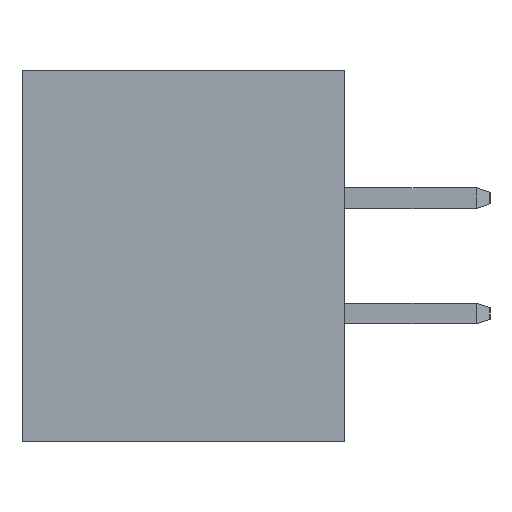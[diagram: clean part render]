
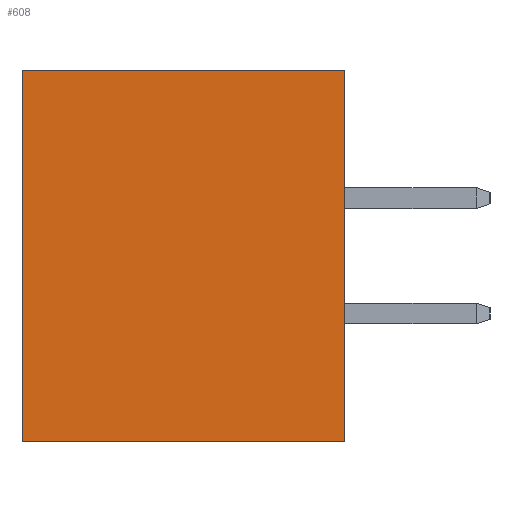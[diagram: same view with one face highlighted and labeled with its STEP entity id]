
A CAD part, left-side view. The second image highlights one B-rep face of the part: STEP entity #608.
In plain terms, the highlighted planar face has unit normal (-1, 0, 0).
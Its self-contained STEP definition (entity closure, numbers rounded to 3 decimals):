
#237=CARTESIAN_POINT('',(-11.395,3.55,4.075));
#238=VERTEX_POINT('',#237);
#245=CARTESIAN_POINT('',(-11.395,-3.55,4.075));
#246=VERTEX_POINT('',#245);
#247=CARTESIAN_POINT('',(-11.395,3.55,4.075));
#248=DIRECTION('',(0.,-1.,0.));
#249=VECTOR('',#248,7.1);
#250=LINE('',#247,#249);
#251=EDGE_CURVE('',#238,#246,#250,.T.);
#280=CARTESIAN_POINT('',(-11.395,-3.55,-4.075));
#281=VERTEX_POINT('',#280);
#291=CARTESIAN_POINT('',(-11.395,3.55,-4.075));
#292=VERTEX_POINT('',#291);
#293=CARTESIAN_POINT('',(-11.395,-3.55,-4.075));
#294=CARTESIAN_POINT('',(-11.395,-2.13,-4.075));
#295=CARTESIAN_POINT('',(-11.395,-0.71,-4.075));
#296=CARTESIAN_POINT('',(-11.395,0.71,-4.075));
#297=CARTESIAN_POINT('',(-11.395,2.13,-4.075));
#298=CARTESIAN_POINT('',(-11.395,3.55,-4.075));
#299=B_SPLINE_CURVE_WITH_KNOTS('',5,(#293,#294,#295,#296,#297,#298),.UNSPECIFIED.,.F.,.U.,(6,6),(0.,7.1),.UNSPECIFIED.);
#300=EDGE_CURVE('',#281,#292,#299,.T.);
#581=CARTESIAN_POINT('',(-11.395,0.,0.));
#582=DIRECTION('',(0.,0.,1.));
#583=DIRECTION('',(-1.,0.,0.));
#584=AXIS2_PLACEMENT_3D('',#581,#583,#582);
#585=PLANE('',#584);
#586=ORIENTED_EDGE('',*,*,#251,.F.);
#587=CARTESIAN_POINT('',(-11.395,3.55,-4.075));
#588=CARTESIAN_POINT('',(-11.395,3.55,-2.445));
#589=CARTESIAN_POINT('',(-11.395,3.55,-0.815));
#590=CARTESIAN_POINT('',(-11.395,3.55,0.815));
#591=CARTESIAN_POINT('',(-11.395,3.55,2.445));
#592=CARTESIAN_POINT('',(-11.395,3.55,4.075));
#593=B_SPLINE_CURVE_WITH_KNOTS('',5,(#587,#588,#589,#590,#591,#592),.UNSPECIFIED.,.F.,.U.,(6,6),(0.,8.15),.UNSPECIFIED.);
#594=EDGE_CURVE('',#292,#238,#593,.T.);
#595=ORIENTED_EDGE('',*,*,#594,.F.);
#596=ORIENTED_EDGE('',*,*,#300,.F.);
#597=CARTESIAN_POINT('',(-11.395,-3.55,-4.075));
#598=CARTESIAN_POINT('',(-11.395,-3.55,-2.445));
#599=CARTESIAN_POINT('',(-11.395,-3.55,-0.815));
#600=CARTESIAN_POINT('',(-11.395,-3.55,0.815));
#601=CARTESIAN_POINT('',(-11.395,-3.55,2.445));
#602=CARTESIAN_POINT('',(-11.395,-3.55,4.075));
#603=B_SPLINE_CURVE_WITH_KNOTS('',5,(#597,#598,#599,#600,#601,#602),.UNSPECIFIED.,.F.,.U.,(6,6),(0.,8.15),.UNSPECIFIED.);
#604=EDGE_CURVE('',#281,#246,#603,.T.);
#605=ORIENTED_EDGE('',*,*,#604,.T.);
#606=EDGE_LOOP('',(#586,#595,#596,#605));
#607=FACE_OUTER_BOUND('',#606,.T.);
#608=ADVANCED_FACE('',(#607),#585,.T.);
